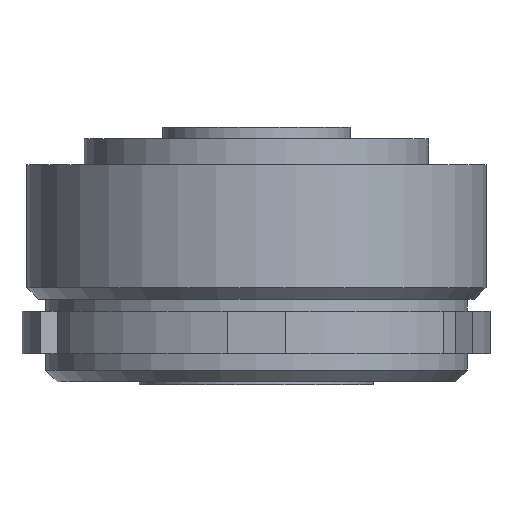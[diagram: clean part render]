
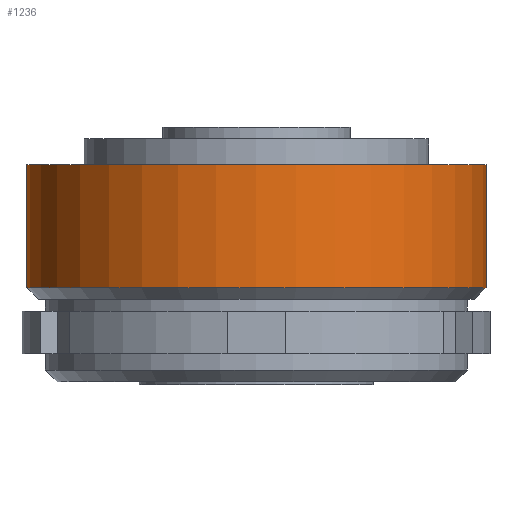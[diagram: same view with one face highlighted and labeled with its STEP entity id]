
A CAD part, front view. The second image highlights one B-rep face of the part: STEP entity #1236.
In plain terms, the highlighted cylindrical face has radius 196 mm (diameter 392 mm), a partial arc.
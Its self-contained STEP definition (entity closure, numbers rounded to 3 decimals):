
#1060 = VERTEX_POINT ( 'NONE', #3208 ) ;
#1068 = VERTEX_POINT ( 'NONE', #3256 ) ;
#1085 = VERTEX_POINT ( 'NONE', #3217 ) ;
#1087 = EDGE_CURVE ( 'NONE', #1060, #1105, #3216, .T. ) ;
#1105 = VERTEX_POINT ( 'NONE', #3266 ) ;
#1152 = EDGE_CURVE ( 'NONE', #1085, #1068, #3460, .T. ) ;
#1177 = EDGE_CURVE ( 'NONE', #1085, #1060, #3464, .T. ) ;
#1186 = EDGE_CURVE ( 'NONE', #1068, #1105, #3519, .T. ) ;
#1234 = ORIENTED_EDGE ( 'NONE', *, *, #1177, .F. ) ;
#1236 = ADVANCED_FACE ( 'NONE', ( #3665 ), #3541, .T. ) ;
#1255 = EDGE_LOOP ( 'NONE', ( #1268, #1234, #1264, #1265 ) ) ;
#1264 = ORIENTED_EDGE ( 'NONE', *, *, #1152, .T. ) ;
#1265 = ORIENTED_EDGE ( 'NONE', *, *, #1186, .T. ) ;
#1268 = ORIENTED_EDGE ( 'NONE', *, *, #1087, .F. ) ;
#3208 = CARTESIAN_POINT ( 'NONE',  ( 196., 0., 115. ) ) ;
#3213 = DIRECTION ( 'NONE',  ( 0., 0., -1. ) ) ;
#3214 = VECTOR ( 'NONE', #3213, 1000. ) ;
#3215 = CARTESIAN_POINT ( 'NONE',  ( 196., 0., 137. ) ) ;
#3216 = LINE ( 'NONE', #3215, #3214 ) ;
#3217 = CARTESIAN_POINT ( 'NONE',  ( -196., 0., 115. ) ) ;
#3256 = CARTESIAN_POINT ( 'NONE',  ( -196., 0., 10. ) ) ;
#3266 = CARTESIAN_POINT ( 'NONE',  ( 196., 0., 10. ) ) ;
#3445 = DIRECTION ( 'NONE',  ( 1., 0., 0. ) ) ;
#3446 = DIRECTION ( 'NONE',  ( 0., 0., 1. ) ) ;
#3447 = CARTESIAN_POINT ( 'NONE',  ( 0., 0., 115. ) ) ;
#3448 = AXIS2_PLACEMENT_3D ( 'NONE', #3447, #3446, #3445 ) ;
#3457 = DIRECTION ( 'NONE',  ( 0., 0., -1. ) ) ;
#3458 = VECTOR ( 'NONE', #3457, 1000. ) ;
#3459 = CARTESIAN_POINT ( 'NONE',  ( -196., 0., 137. ) ) ;
#3460 = LINE ( 'NONE', #3459, #3458 ) ;
#3464 = CIRCLE ( 'NONE', #3448, 196. ) ;
#3515 = DIRECTION ( 'NONE',  ( 1., 0., 0. ) ) ;
#3516 = DIRECTION ( 'NONE',  ( 0., 0., 1. ) ) ;
#3517 = CARTESIAN_POINT ( 'NONE',  ( 0., 0., 10. ) ) ;
#3518 = AXIS2_PLACEMENT_3D ( 'NONE', #3517, #3516, #3515 ) ;
#3519 = CIRCLE ( 'NONE', #3518, 196. ) ;
#3540 = CARTESIAN_POINT ( 'NONE',  ( 0., 0., 137. ) ) ;
#3541 = CYLINDRICAL_SURFACE ( 'NONE', #3548, 196. ) ;
#3546 = DIRECTION ( 'NONE',  ( -1., 0., 0. ) ) ;
#3547 = DIRECTION ( 'NONE',  ( 0., 0., -1. ) ) ;
#3548 = AXIS2_PLACEMENT_3D ( 'NONE', #3540, #3547, #3546 ) ;
#3665 = FACE_OUTER_BOUND ( 'NONE', #1255, .T. ) ;
